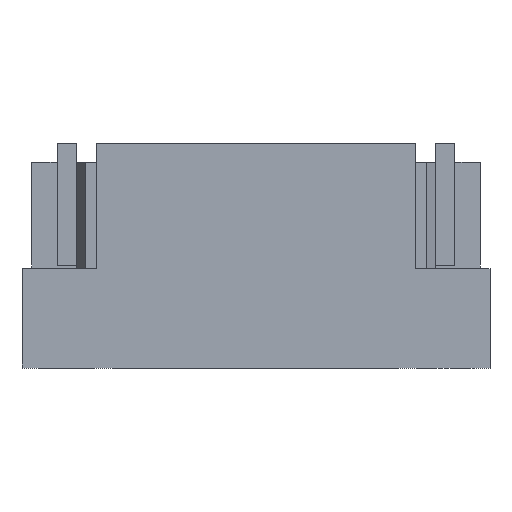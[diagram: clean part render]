
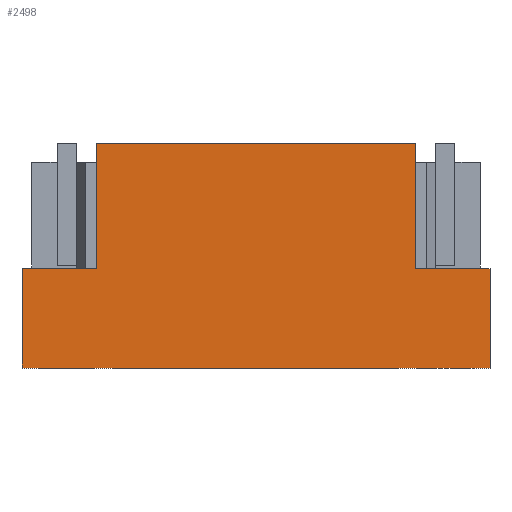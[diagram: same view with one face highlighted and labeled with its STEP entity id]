
A CAD part, top view. The second image highlights one B-rep face of the part: STEP entity #2498.
In plain terms, the highlighted planar face has unit normal (0, 0, 1).
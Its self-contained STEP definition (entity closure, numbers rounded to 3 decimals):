
#2467=AXIS2_PLACEMENT_3D('Plane Axis2P3D',#2464,#2465,#2466) ;
#1112=CARTESIAN_POINT('Line Origine',(-12.52,0.,10.)) ;
#1116=CARTESIAN_POINT('Vertex',(-4.,0.,10.)) ;
#1118=CARTESIAN_POINT('Vertex',(-21.04,0.,10.)) ;
#1279=CARTESIAN_POINT('Line Origine',(-4.,-3.35,10.)) ;
#1283=CARTESIAN_POINT('Vertex',(-4.,-6.7,10.)) ;
#1356=CARTESIAN_POINT('Line Origine',(-2.,-6.7,10.)) ;
#1360=CARTESIAN_POINT('Vertex',(0.,-6.7,10.)) ;
#1388=CARTESIAN_POINT('Line Origine',(0.,-9.35,10.)) ;
#1392=CARTESIAN_POINT('Vertex',(0.,-12.,10.)) ;
#1413=CARTESIAN_POINT('Line Origine',(-12.52,-12.,10.)) ;
#1417=CARTESIAN_POINT('Vertex',(-25.04,-12.,10.)) ;
#2464=CARTESIAN_POINT('Axis2P3D Location',(-25.22,0.,10.)) ;
#2469=CARTESIAN_POINT('Line Origine',(-21.04,-3.35,10.)) ;
#2473=CARTESIAN_POINT('Vertex',(-21.04,-6.7,10.)) ;
#2476=CARTESIAN_POINT('Line Origine',(-23.04,-6.7,10.)) ;
#2480=CARTESIAN_POINT('Vertex',(-25.04,-6.7,10.)) ;
#2483=CARTESIAN_POINT('Line Origine',(-25.04,-9.35,10.)) ;
#1113=DIRECTION('Vector Direction',(1.,0.,0.)) ;
#1280=DIRECTION('Vector Direction',(0.,1.,0.)) ;
#1357=DIRECTION('Vector Direction',(1.,0.,0.)) ;
#1389=DIRECTION('Vector Direction',(0.,-1.,0.)) ;
#1414=DIRECTION('Vector Direction',(1.,0.,0.)) ;
#2465=DIRECTION('Axis2P3D Direction',(0.,0.,1.)) ;
#2466=DIRECTION('Axis2P3D XDirection',(0.,-1.,0.)) ;
#2470=DIRECTION('Vector Direction',(0.,1.,0.)) ;
#2477=DIRECTION('Vector Direction',(1.,0.,0.)) ;
#2484=DIRECTION('Vector Direction',(0.,-1.,0.)) ;
#1114=VECTOR('Line Direction',#1113,1.) ;
#1281=VECTOR('Line Direction',#1280,1.) ;
#1358=VECTOR('Line Direction',#1357,1.) ;
#1390=VECTOR('Line Direction',#1389,1.) ;
#1415=VECTOR('Line Direction',#1414,1.) ;
#2471=VECTOR('Line Direction',#2470,1.) ;
#2478=VECTOR('Line Direction',#2477,1.) ;
#2485=VECTOR('Line Direction',#2484,1.) ;
#2489=ORIENTED_EDGE('',*,*,#1419,.T.) ;
#2490=ORIENTED_EDGE('',*,*,#1394,.F.) ;
#2491=ORIENTED_EDGE('',*,*,#1362,.T.) ;
#2492=ORIENTED_EDGE('',*,*,#1285,.F.) ;
#2493=ORIENTED_EDGE('',*,*,#1120,.T.) ;
#2494=ORIENTED_EDGE('',*,*,#2475,.T.) ;
#2495=ORIENTED_EDGE('',*,*,#2482,.F.) ;
#2496=ORIENTED_EDGE('',*,*,#2487,.T.) ;
#2498=ADVANCED_FACE('HOUSING',(#2497),#2468,.T.) ;
#1120=EDGE_CURVE('',#1117,#1119,#1115,.F.) ;
#1285=EDGE_CURVE('',#1117,#1284,#1282,.F.) ;
#1362=EDGE_CURVE('',#1361,#1284,#1359,.F.) ;
#1394=EDGE_CURVE('',#1361,#1393,#1391,.T.) ;
#1419=EDGE_CURVE('',#1418,#1393,#1416,.T.) ;
#2475=EDGE_CURVE('',#1119,#2474,#2472,.F.) ;
#2482=EDGE_CURVE('',#2481,#2474,#2479,.T.) ;
#2487=EDGE_CURVE('',#2481,#1418,#2486,.T.) ;
#2488=EDGE_LOOP('',(#2489,#2490,#2491,#2492,#2493,#2494,#2495,#2496)) ;
#2497=FACE_OUTER_BOUND('',#2488,.T.) ;
#1115=LINE('Line',#1112,#1114) ;
#1282=LINE('Line',#1279,#1281) ;
#1359=LINE('Line',#1356,#1358) ;
#1391=LINE('Line',#1388,#1390) ;
#1416=LINE('Line',#1413,#1415) ;
#2472=LINE('Line',#2469,#2471) ;
#2479=LINE('Line',#2476,#2478) ;
#2486=LINE('Line',#2483,#2485) ;
#2468=PLANE('',#2467) ;
#1117=VERTEX_POINT('',#1116) ;
#1119=VERTEX_POINT('',#1118) ;
#1284=VERTEX_POINT('',#1283) ;
#1361=VERTEX_POINT('',#1360) ;
#1393=VERTEX_POINT('',#1392) ;
#1418=VERTEX_POINT('',#1417) ;
#2474=VERTEX_POINT('',#2473) ;
#2481=VERTEX_POINT('',#2480) ;
